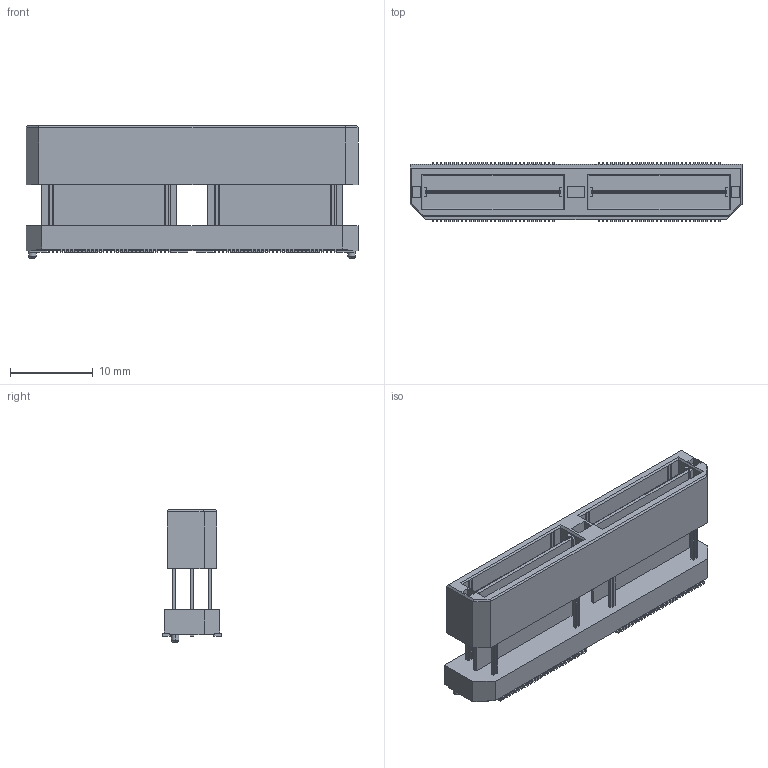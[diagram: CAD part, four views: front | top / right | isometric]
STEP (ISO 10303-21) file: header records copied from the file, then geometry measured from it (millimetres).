
FILE_DESCRIPTION((''),'2;1');
FILE_NAME('SAMTEC_QTH-060-04-L-D-A.stp','2013-10-07T11:01:21',(''),(''),'Mechanical Desktop 2011','Mechanical Desktop 2011',', , ');
FILE_SCHEMA(('AUTOMOTIVE_DESIGN { 1 2 10303 214 1 1 1 1 }'));
Length unit declared in the file: millimetre
Products named in the file (1): Product
Bounding box: 40.01 x 7.14 x 15.98 mm (x, y, z)
Volume: 2199.6 mm3; surface area: 3053.6 mm2
Topology: 166 solids, 166 shells, 1084 faces, 2232 edges, 1482 vertices
Faces by surface type: plane 695, bspline 385, cylinder 4
Entity records: 28014 total; most frequent: CARTESIAN_POINT 6118, ORIENTED_EDGE 4464, DIRECTION 3648, EDGE_CURVE 2232, VECTOR 2216, LINE 2216, VERTEX_POINT 1482, EDGE_LOOP 1092
